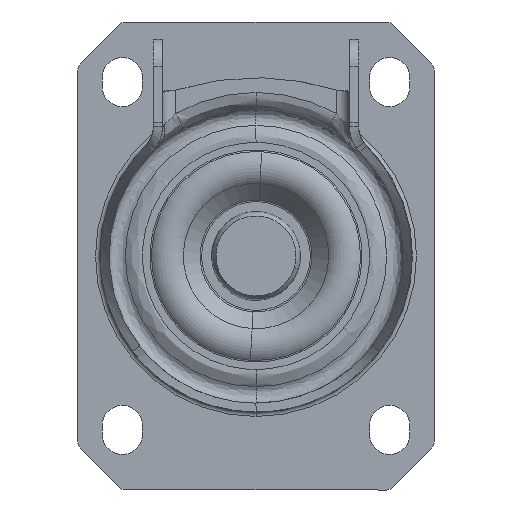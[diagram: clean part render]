
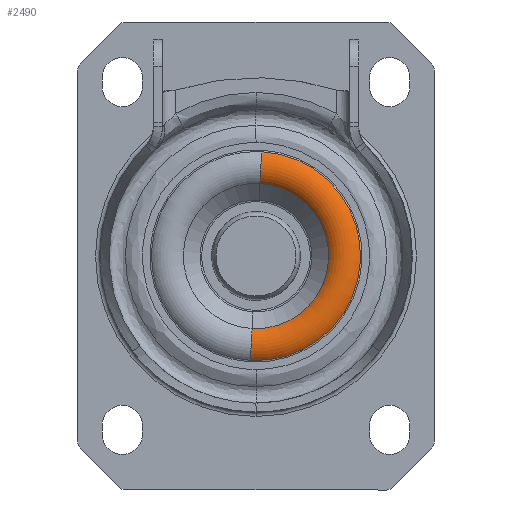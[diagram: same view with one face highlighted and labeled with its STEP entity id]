
A CAD part, front view. The second image highlights one B-rep face of the part: STEP entity #2490.
In plain terms, the highlighted toroidal (fillet/blend) face has major radius 20 mm and minor radius 5.05 mm.
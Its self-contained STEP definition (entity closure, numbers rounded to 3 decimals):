
#38 = CIRCLE ( 'NONE', #8482, 23.453 ) ;
#153 = DIRECTION ( 'NONE',  ( 0.054, 0., 0.999 ) ) ;
#228 = CARTESIAN_POINT ( 'NONE',  ( 1.262, -9.435, 23.419 ) ) ;
#348 = DIRECTION ( 'NONE',  ( 0., 1., 0. ) ) ;
#1164 = CARTESIAN_POINT ( 'NONE',  ( 0., -5.75, 0. ) ) ;
#1307 = FACE_OUTER_BOUND ( 'NONE', #3059, .T. ) ;
#2066 = EDGE_CURVE ( 'NONE', #7422, #13078, #3601, .T. ) ;
#2096 = ORIENTED_EDGE ( 'NONE', *, *, #3552, .T. ) ;
#2490 = ADVANCED_FACE ( 'NONE', ( #1307 ), #5837, .T. ) ;
#3059 = EDGE_LOOP ( 'NONE', ( #15352, #2096, #8647, #5021 ) ) ;
#3552 = EDGE_CURVE ( 'NONE', #10867, #11964, #10624, .T. ) ;
#3601 = CIRCLE ( 'NONE', #7790, 5.05 ) ;
#3930 = CARTESIAN_POINT ( 'NONE',  ( -0.877, -9.187, -16.277 ) ) ;
#4024 = DIRECTION ( 'NONE',  ( -0.054, 0., -0.999 ) ) ;
#4489 = AXIS2_PLACEMENT_3D ( 'NONE', #5484, #13568, #5404 ) ;
#5021 = ORIENTED_EDGE ( 'NONE', *, *, #2066, .F. ) ;
#5049 = DIRECTION ( 'NONE',  ( 0.999, 0., -0.054 ) ) ;
#5404 = DIRECTION ( 'NONE',  ( 0.054, 0., 0.999 ) ) ;
#5484 = CARTESIAN_POINT ( 'NONE',  ( 0., -9.187, 0. ) ) ;
#5828 = CARTESIAN_POINT ( 'NONE',  ( 0.877, -9.187, 16.277 ) ) ;
#5837 = TOROIDAL_SURFACE ( 'NONE', #11790, 20., 5.05 ) ;
#7422 = VERTEX_POINT ( 'NONE', #5828 ) ;
#7424 = DIRECTION ( 'NONE',  ( 0.054, 0., 0.999 ) ) ;
#7434 = CARTESIAN_POINT ( 'NONE',  ( -1.262, -9.435, -23.419 ) ) ;
#7790 = AXIS2_PLACEMENT_3D ( 'NONE', #14133, #11846, #10856 ) ;
#8482 = AXIS2_PLACEMENT_3D ( 'NONE', #11035, #348, #7424 ) ;
#8647 = ORIENTED_EDGE ( 'NONE', *, *, #10582, .F. ) ;
#10582 = EDGE_CURVE ( 'NONE', #13078, #11964, #38, .T. ) ;
#10624 = CIRCLE ( 'NONE', #10878, 5.05 ) ;
#10856 = DIRECTION ( 'NONE',  ( 0.054, 0., 0.999 ) ) ;
#10867 = VERTEX_POINT ( 'NONE', #3930 ) ;
#10878 = AXIS2_PLACEMENT_3D ( 'NONE', #11260, #5049, #4024 ) ;
#11035 = CARTESIAN_POINT ( 'NONE',  ( 0., -9.435, 0. ) ) ;
#11191 = CIRCLE ( 'NONE', #4489, 16.3 ) ;
#11260 = CARTESIAN_POINT ( 'NONE',  ( -1.077, -5.75, -19.971 ) ) ;
#11790 = AXIS2_PLACEMENT_3D ( 'NONE', #1164, #14272, #153 ) ;
#11846 = DIRECTION ( 'NONE',  ( -0.999, 0., 0.054 ) ) ;
#11964 = VERTEX_POINT ( 'NONE', #7434 ) ;
#13078 = VERTEX_POINT ( 'NONE', #228 ) ;
#13568 = DIRECTION ( 'NONE',  ( 0., 1., 0. ) ) ;
#13815 = EDGE_CURVE ( 'NONE', #7422, #10867, #11191, .T. ) ;
#14133 = CARTESIAN_POINT ( 'NONE',  ( 1.077, -5.75, 19.971 ) ) ;
#14272 = DIRECTION ( 'NONE',  ( 0., 1., 0. ) ) ;
#15352 = ORIENTED_EDGE ( 'NONE', *, *, #13815, .T. ) ;
